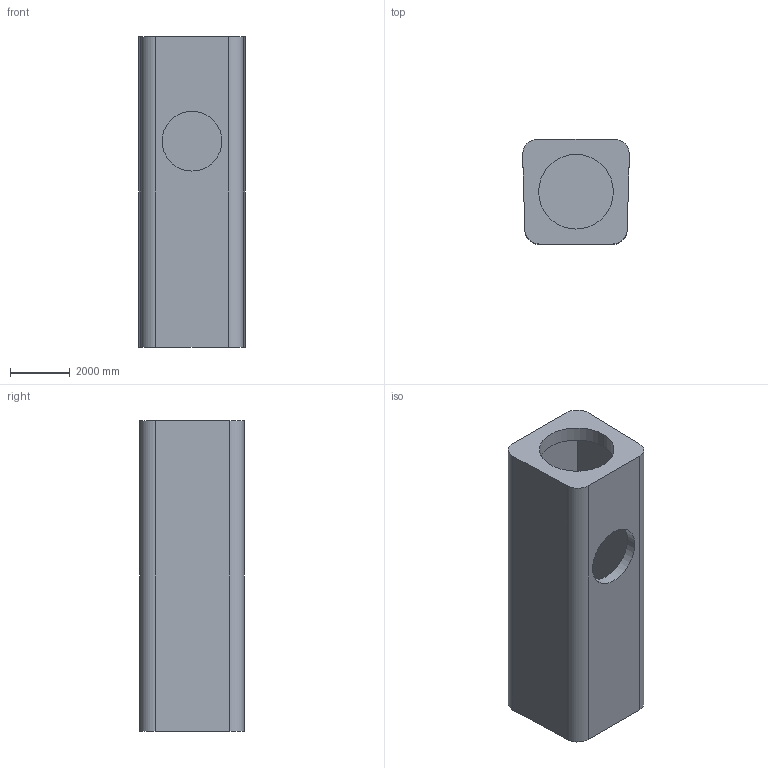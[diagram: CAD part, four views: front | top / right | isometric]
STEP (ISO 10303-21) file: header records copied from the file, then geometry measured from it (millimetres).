
FILE_DESCRIPTION (( 'STEP AP214' ), '1' );
FILE_NAME ('WT nacelle.STEP', '2021-11-23T05:37:31', ( '' ), ( '' ), 'SwSTEP 2.0', 'SolidWorks 2019', '' );
FILE_SCHEMA (( 'AUTOMOTIVE_DESIGN' ));
Length unit declared in the file: metre
Products named in the file (1): WT nacelle
Bounding box: 3570.61 x 3500 x 10400 mm (x, y, z)
Volume: 47913970178 mm3; surface area: 271762200.5 mm2
Topology: 1 solids, 1 shells, 20 faces, 48 edges, 32 vertices
Faces by surface type: plane 12, cylinder 8
Entity records: 626 total; most frequent: DIRECTION 106, CARTESIAN_POINT 101, ORIENTED_EDGE 96, EDGE_CURVE 48, AXIS2_PLACEMENT_3D 37, VECTOR 32, LINE 32, VERTEX_POINT 32
